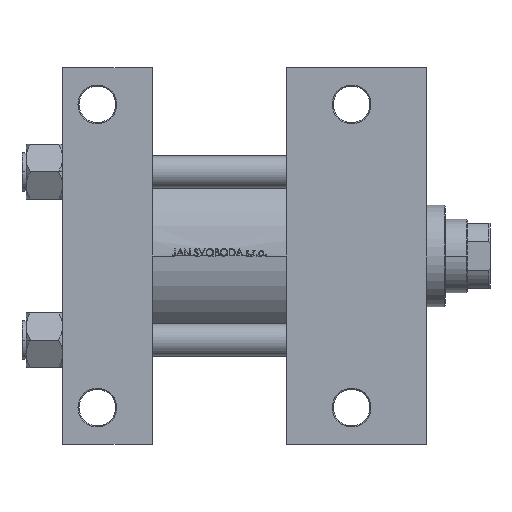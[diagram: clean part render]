
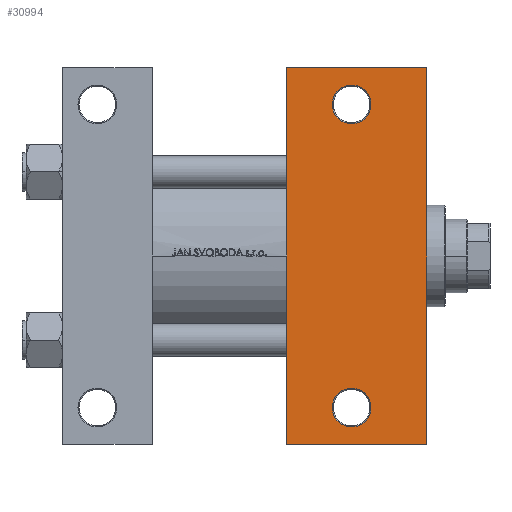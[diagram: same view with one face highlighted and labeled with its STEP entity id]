
A CAD part, front view. The second image highlights one B-rep face of the part: STEP entity #30994.
In plain terms, the highlighted face is planar.
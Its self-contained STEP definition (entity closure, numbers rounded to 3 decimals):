
#662 = VECTOR ( 'NONE', #40253, 1000. ) ;
#773 = LINE ( 'NONE', #41591, #8089 ) ;
#1049 = LINE ( 'NONE', #41394, #47521 ) ;
#1309 = DIRECTION ( 'NONE',  ( 0., 1., 0. ) ) ;
#2800 = ORIENTED_EDGE ( 'NONE', *, *, #15950, .T. ) ;
#3218 = ORIENTED_EDGE ( 'NONE', *, *, #29179, .T. ) ;
#4136 = DIRECTION ( 'NONE',  ( 0., 1., 0. ) ) ;
#5101 = CARTESIAN_POINT ( 'NONE',  ( 142., 74.5, -57.5 ) ) ;
#5615 = CARTESIAN_POINT ( 'NONE',  ( 142., -74.5, -57.5 ) ) ;
#7278 = ORIENTED_EDGE ( 'NONE', *, *, #31216, .T. ) ;
#7466 = LINE ( 'NONE', #25446, #662 ) ;
#7616 = VERTEX_POINT ( 'NONE', #17768 ) ;
#8060 = CARTESIAN_POINT ( 'NONE',  ( 179., 92.5, -57.5 ) ) ;
#8089 = VECTOR ( 'NONE', #15590, 1000. ) ;
#8406 = VERTEX_POINT ( 'NONE', #8060 ) ;
#9580 = AXIS2_PLACEMENT_3D ( 'NONE', #5101, #19678, #34520 ) ;
#10905 = ORIENTED_EDGE ( 'NONE', *, *, #15727, .F. ) ;
#13028 = VERTEX_POINT ( 'NONE', #47664 ) ;
#13950 = VERTEX_POINT ( 'NONE', #26478 ) ;
#15046 = ORIENTED_EDGE ( 'NONE', *, *, #38377, .T. ) ;
#15471 = CIRCLE ( 'NONE', #24006, 9.5 ) ;
#15590 = DIRECTION ( 'NONE',  ( 0., -1., 0. ) ) ;
#15727 = EDGE_CURVE ( 'NONE', #13950, #13028, #20720, .T. ) ;
#15872 = DIRECTION ( 'NONE',  ( -1., 0., 0. ) ) ;
#15950 = EDGE_CURVE ( 'NONE', #26615, #7616, #27096, .T. ) ;
#16377 = DIRECTION ( 'NONE',  ( 0., 0., -1. ) ) ;
#16936 = EDGE_CURVE ( 'NONE', #26758, #29671, #44229, .T. ) ;
#17768 = CARTESIAN_POINT ( 'NONE',  ( 132.5, -74.5, -57.5 ) ) ;
#17867 = CARTESIAN_POINT ( 'NONE',  ( 142., -74.5, -57.5 ) ) ;
#19571 = CARTESIAN_POINT ( 'NONE',  ( 151.5, -74.5, -57.5 ) ) ;
#19678 = DIRECTION ( 'NONE',  ( 0., 0., 1. ) ) ;
#20257 = PLANE ( 'NONE',  #35253 ) ;
#20422 = DIRECTION ( 'NONE',  ( 0., 0., 1. ) ) ;
#20479 = CARTESIAN_POINT ( 'NONE',  ( 110., 57.5, -57.5 ) ) ;
#20666 = DIRECTION ( 'NONE',  ( 0., 1., 0. ) ) ;
#20720 = LINE ( 'NONE', #20479, #44190 ) ;
#20987 = CARTESIAN_POINT ( 'NONE',  ( 179., -92.5, -57.5 ) ) ;
#21622 = DIRECTION ( 'NONE',  ( 0., 0., 1. ) ) ;
#22590 = CARTESIAN_POINT ( 'NONE',  ( 142., 74.5, -57.5 ) ) ;
#23659 = FACE_BOUND ( 'NONE', #47275, .T. ) ;
#24006 = AXIS2_PLACEMENT_3D ( 'NONE', #17867, #40457, #47750 ) ;
#25446 = CARTESIAN_POINT ( 'NONE',  ( 110., 92.5, -57.5 ) ) ;
#25888 = CIRCLE ( 'NONE', #9580, 9.5 ) ;
#25902 = ORIENTED_EDGE ( 'NONE', *, *, #36275, .T. ) ;
#26478 = CARTESIAN_POINT ( 'NONE',  ( 110., 92.5, -57.5 ) ) ;
#26615 = VERTEX_POINT ( 'NONE', #19571 ) ;
#26758 = VERTEX_POINT ( 'NONE', #44325 ) ;
#26864 = EDGE_CURVE ( 'NONE', #44800, #13028, #1049, .T. ) ;
#27077 = FACE_BOUND ( 'NONE', #37378, .T. ) ;
#27096 = CIRCLE ( 'NONE', #38747, 9.5 ) ;
#27793 = CARTESIAN_POINT ( 'NONE',  ( 179., 57.5, -57.5 ) ) ;
#28992 = DIRECTION ( 'NONE',  ( 0., -1., 0. ) ) ;
#29179 = EDGE_CURVE ( 'NONE', #29671, #26758, #25888, .T. ) ;
#29671 = VERTEX_POINT ( 'NONE', #42826 ) ;
#30994 = ADVANCED_FACE ( 'NONE', ( #23659, #27077, #34617 ), #20257, .T. ) ;
#31216 = EDGE_CURVE ( 'NONE', #8406, #44800, #773, .T. ) ;
#34520 = DIRECTION ( 'NONE',  ( 0., 1., 0. ) ) ;
#34617 = FACE_OUTER_BOUND ( 'NONE', #44465, .T. ) ;
#35253 = AXIS2_PLACEMENT_3D ( 'NONE', #27793, #16377, #1309 ) ;
#36275 = EDGE_CURVE ( 'NONE', #13950, #8406, #7466, .T. ) ;
#37378 = EDGE_LOOP ( 'NONE', ( #15046, #2800 ) ) ;
#37433 = ORIENTED_EDGE ( 'NONE', *, *, #16936, .T. ) ;
#38377 = EDGE_CURVE ( 'NONE', #7616, #26615, #15471, .T. ) ;
#38722 = ORIENTED_EDGE ( 'NONE', *, *, #26864, .T. ) ;
#38747 = AXIS2_PLACEMENT_3D ( 'NONE', #5615, #20422, #20666 ) ;
#40253 = DIRECTION ( 'NONE',  ( 1., 0., 0. ) ) ;
#40457 = DIRECTION ( 'NONE',  ( 0., 0., 1. ) ) ;
#41394 = CARTESIAN_POINT ( 'NONE',  ( 110., -92.5, -57.5 ) ) ;
#41591 = CARTESIAN_POINT ( 'NONE',  ( 179., 57.5, -57.5 ) ) ;
#42826 = CARTESIAN_POINT ( 'NONE',  ( 151.5, 74.5, -57.5 ) ) ;
#44190 = VECTOR ( 'NONE', #28992, 1000. ) ;
#44229 = CIRCLE ( 'NONE', #44995, 9.5 ) ;
#44325 = CARTESIAN_POINT ( 'NONE',  ( 132.5, 74.5, -57.5 ) ) ;
#44465 = EDGE_LOOP ( 'NONE', ( #10905, #25902, #7278, #38722 ) ) ;
#44800 = VERTEX_POINT ( 'NONE', #20987 ) ;
#44995 = AXIS2_PLACEMENT_3D ( 'NONE', #22590, #21622, #4136 ) ;
#47275 = EDGE_LOOP ( 'NONE', ( #37433, #3218 ) ) ;
#47521 = VECTOR ( 'NONE', #15872, 1000. ) ;
#47664 = CARTESIAN_POINT ( 'NONE',  ( 110., -92.5, -57.5 ) ) ;
#47750 = DIRECTION ( 'NONE',  ( 0., 1., 0. ) ) ;
